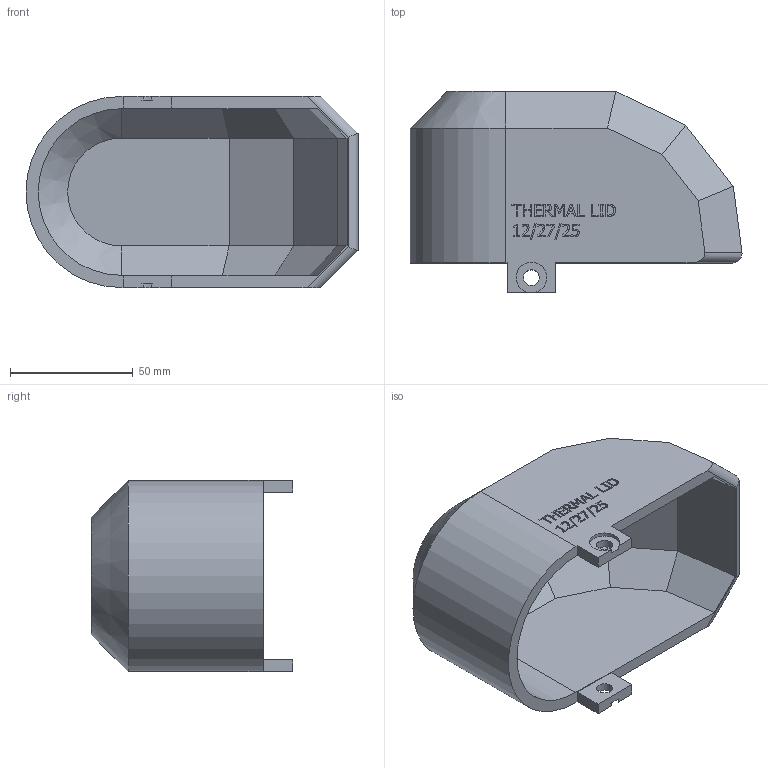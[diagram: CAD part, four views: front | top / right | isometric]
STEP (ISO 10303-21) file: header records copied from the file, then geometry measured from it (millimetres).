
FILE_DESCRIPTION(/* description */ (''),/* implementation_level */ '2;1');
FILE_NAME(/* name */ 'Thermal Lid.stp',/* time_stamp */ '2025-12-29T15:40:45-05:00',/* author */ ('mumin'),/* organization */ (''),/* preprocessor_version */ 'ST-DEVELOPER v20.1',/* originating_system */ 'Autodesk Inventor 2026',/* authorisation */ '');
FILE_SCHEMA (('AUTOMOTIVE_DESIGN { 1 0 10303 214 3 1 1 }'));
Length unit declared in the file: millimetre
Products named in the file (1): Thermal Lid
Bounding box: 135.44 x 82 x 78 mm (x, y, z)
Volume: 138322.2 mm3; surface area: 58297.1 mm2
Topology: 1 solids, 1 shells, 280 faces, 752 edges, 496 vertices
Faces by surface type: plane 207, bspline 62, cylinder 9, cone 2
Full cylindrical faces by diameter (mm): 6.5 x2
Entity records: 9177 total; most frequent: CARTESIAN_POINT 2521, ORIENTED_EDGE 1504, DIRECTION 1086, EDGE_CURVE 752, LINE 608, VECTOR 608, VERTEX_POINT 496, EDGE_LOOP 306
